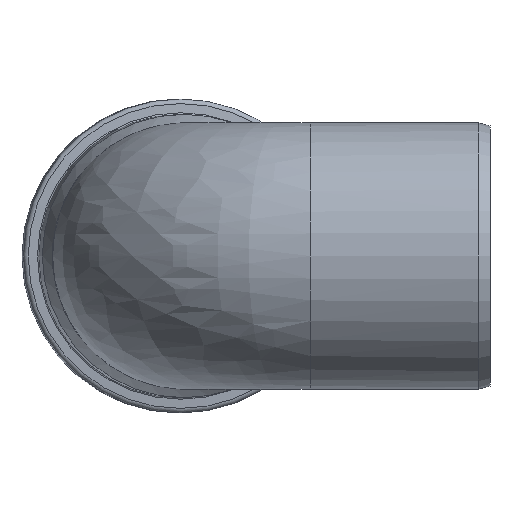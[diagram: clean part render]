
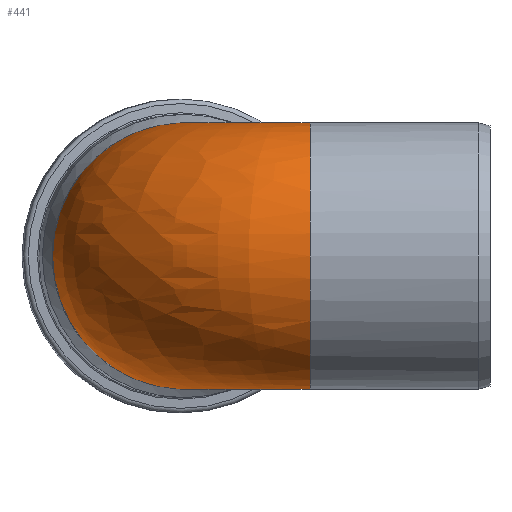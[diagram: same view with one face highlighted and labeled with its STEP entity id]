
A CAD part, left-side view. The second image highlights one B-rep face of the part: STEP entity #441.
In plain terms, the highlighted free-form (B-spline) face has degree [2, 2] with [9, 3] control points.
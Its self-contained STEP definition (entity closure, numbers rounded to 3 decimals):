
#32=(
BOUNDED_SURFACE()
B_SPLINE_SURFACE(2,2,((#837,#838,#839),(#840,#841,#842),(#843,#844,#845),
(#846,#847,#848),(#849,#850,#851),(#852,#853,#854),(#855,#856,#857),(#858,
#859,#860),(#861,#862,#863)),.UNSPECIFIED.,.F.,.F.,.F.)
B_SPLINE_SURFACE_WITH_KNOTS((3,2,2,2,3),(3,3),(-2.722,-1.361,
0.,1.361,2.722),(0.,1.527),
 .UNSPECIFIED.)
GEOMETRIC_REPRESENTATION_ITEM()
RATIONAL_B_SPLINE_SURFACE(((1.,0.722,1.),(0.777,
0.562,0.777),(1.,0.722,1.),(0.777,
0.562,0.777),(1.,0.722,1.),(0.777,
0.562,0.777),(1.,0.722,1.),(0.777,
0.562,0.777),(1.,0.722,1.)))
REPRESENTATION_ITEM('')
SURFACE()
);
#48=B_SPLINE_CURVE_WITH_KNOTS('',3,(#764,#765,#766,#767,#768,#769,#770,
#771,#772,#773,#774,#775,#776,#777,#778,#779),.UNSPECIFIED.,.F.,.F.,(4,
3,3,3,3,4),(-0.001,0.061,0.121,
0.157,0.196,0.275),.UNSPECIFIED.);
#49=B_SPLINE_CURVE_WITH_KNOTS('',3,(#783,#784,#785,#786,#787,#788,#789,
#790,#791,#792,#793,#794,#795,#796,#797,#798),.UNSPECIFIED.,.F.,.F.,(4,
3,3,3,3,4),(-0.001,0.061,0.118,
0.121,0.196,0.275),.UNSPECIFIED.);
#92=FACE_OUTER_BOUND('',#134,.T.);
#134=EDGE_LOOP('',(#348,#349,#350,#351));
#210=CIRCLE('',#488,80.15);
#212=CIRCLE('',#490,80.15);
#250=VERTEX_POINT('',#762);
#251=VERTEX_POINT('',#763);
#252=VERTEX_POINT('',#780);
#253=VERTEX_POINT('',#782);
#292=EDGE_CURVE('',#250,#251,#48,.T.);
#294=EDGE_CURVE('',#253,#252,#49,.T.);
#298=EDGE_CURVE('',#253,#251,#210,.T.);
#300=EDGE_CURVE('',#252,#250,#212,.T.);
#348=ORIENTED_EDGE('',*,*,#294,.T.);
#349=ORIENTED_EDGE('',*,*,#300,.T.);
#350=ORIENTED_EDGE('',*,*,#292,.T.);
#351=ORIENTED_EDGE('',*,*,#298,.F.);
#441=ADVANCED_FACE('',(#92),#32,.F.);
#488=AXIS2_PLACEMENT_3D('',#835,#578,#579);
#490=AXIS2_PLACEMENT_3D('',#864,#582,#583);
#578=DIRECTION('center_axis',(0.999,0.044,0.));
#579=DIRECTION('ref_axis',(0.044,-0.999,0.));
#582=DIRECTION('center_axis',(0.,1.,0.));
#583=DIRECTION('ref_axis',(1.,0.,0.));
#762=CARTESIAN_POINT('',(73.125,108.251,32.813));
#763=CARTESIAN_POINT('',(74.87,110.074,32.813));
#764=CARTESIAN_POINT('Ctrl Pts',(73.125,108.251,32.813));
#765=CARTESIAN_POINT('Ctrl Pts',(73.141,108.452,32.779));
#766=CARTESIAN_POINT('Ctrl Pts',(73.188,108.649,32.751));
#767=CARTESIAN_POINT('Ctrl Pts',(73.264,108.838,32.731));
#768=CARTESIAN_POINT('Ctrl Pts',(73.338,109.022,32.711));
#769=CARTESIAN_POINT('Ctrl Pts',(73.439,109.196,32.698));
#770=CARTESIAN_POINT('Ctrl Pts',(73.564,109.351,32.693));
#771=CARTESIAN_POINT('Ctrl Pts',(73.639,109.445,32.69));
#772=CARTESIAN_POINT('Ctrl Pts',(73.722,109.531,32.69));
#773=CARTESIAN_POINT('Ctrl Pts',(73.813,109.609,32.693));
#774=CARTESIAN_POINT('Ctrl Pts',(73.912,109.694,32.697));
#775=CARTESIAN_POINT('Ctrl Pts',(74.019,109.769,32.704));
#776=CARTESIAN_POINT('Ctrl Pts',(74.134,109.833,32.714));
#777=CARTESIAN_POINT('Ctrl Pts',(74.362,109.961,32.735));
#778=CARTESIAN_POINT('Ctrl Pts',(74.613,110.043,32.769));
#779=CARTESIAN_POINT('Ctrl Pts',(74.87,110.074,32.813));
#780=CARTESIAN_POINT('',(73.125,108.251,-32.813));
#782=CARTESIAN_POINT('',(74.87,110.074,-32.813));
#783=CARTESIAN_POINT('Ctrl Pts',(74.87,110.074,-32.813));
#784=CARTESIAN_POINT('Ctrl Pts',(74.671,110.05,-32.779));
#785=CARTESIAN_POINT('Ctrl Pts',(74.475,109.995,-32.751));
#786=CARTESIAN_POINT('Ctrl Pts',(74.289,109.911,-32.73));
#787=CARTESIAN_POINT('Ctrl Pts',(74.117,109.834,-32.711));
#788=CARTESIAN_POINT('Ctrl Pts',(73.956,109.732,-32.698));
#789=CARTESIAN_POINT('Ctrl Pts',(73.813,109.609,-32.693));
#790=CARTESIAN_POINT('Ctrl Pts',(73.805,109.602,-32.693));
#791=CARTESIAN_POINT('Ctrl Pts',(73.797,109.595,-32.693));
#792=CARTESIAN_POINT('Ctrl Pts',(73.79,109.588,-32.693));
#793=CARTESIAN_POINT('Ctrl Pts',(73.602,109.422,-32.687));
#794=CARTESIAN_POINT('Ctrl Pts',(73.449,109.22,-32.695));
#795=CARTESIAN_POINT('Ctrl Pts',(73.335,108.996,-32.715));
#796=CARTESIAN_POINT('Ctrl Pts',(73.217,108.763,-32.736));
#797=CARTESIAN_POINT('Ctrl Pts',(73.145,108.51,-32.769));
#798=CARTESIAN_POINT('Ctrl Pts',(73.125,108.251,-32.813));
#835=CARTESIAN_POINT('Origin',(71.681,183.13,0.));
#837=CARTESIAN_POINT('Ctrl Pts',(73.182,108.251,32.687));
#838=CARTESIAN_POINT('Ctrl Pts',(73.182,109.944,32.687));
#839=CARTESIAN_POINT('Ctrl Pts',(74.873,110.017,32.687));
#840=CARTESIAN_POINT('Ctrl Pts',(46.729,108.251,91.912));
#841=CARTESIAN_POINT('Ctrl Pts',(46.729,135.267,91.912));
#842=CARTESIAN_POINT('Ctrl Pts',(73.719,136.445,91.912));
#843=CARTESIAN_POINT('Ctrl Pts',(-16.711,108.251,78.389));
#844=CARTESIAN_POINT('Ctrl Pts',(-16.711,195.997,78.389));
#845=CARTESIAN_POINT('Ctrl Pts',(70.952,199.824,78.389));
#846=CARTESIAN_POINT('Ctrl Pts',(-80.15,108.251,64.865));
#847=CARTESIAN_POINT('Ctrl Pts',(-80.15,256.727,64.865));
#848=CARTESIAN_POINT('Ctrl Pts',(68.185,263.203,64.865));
#849=CARTESIAN_POINT('Ctrl Pts',(-80.15,108.251,0.));
#850=CARTESIAN_POINT('Ctrl Pts',(-80.15,256.727,0.));
#851=CARTESIAN_POINT('Ctrl Pts',(68.185,263.203,0.));
#852=CARTESIAN_POINT('Ctrl Pts',(-80.15,108.251,-64.865));
#853=CARTESIAN_POINT('Ctrl Pts',(-80.15,256.727,-64.865));
#854=CARTESIAN_POINT('Ctrl Pts',(68.185,263.203,-64.865));
#855=CARTESIAN_POINT('Ctrl Pts',(-16.711,108.251,-78.389));
#856=CARTESIAN_POINT('Ctrl Pts',(-16.711,195.997,-78.389));
#857=CARTESIAN_POINT('Ctrl Pts',(70.952,199.824,-78.389));
#858=CARTESIAN_POINT('Ctrl Pts',(46.729,108.251,-91.912));
#859=CARTESIAN_POINT('Ctrl Pts',(46.729,135.267,-91.912));
#860=CARTESIAN_POINT('Ctrl Pts',(73.719,136.445,-91.912));
#861=CARTESIAN_POINT('Ctrl Pts',(73.182,108.251,-32.687));
#862=CARTESIAN_POINT('Ctrl Pts',(73.182,109.944,-32.687));
#863=CARTESIAN_POINT('Ctrl Pts',(74.873,110.017,-32.687));
#864=CARTESIAN_POINT('Origin',(0.,108.251,0.));
